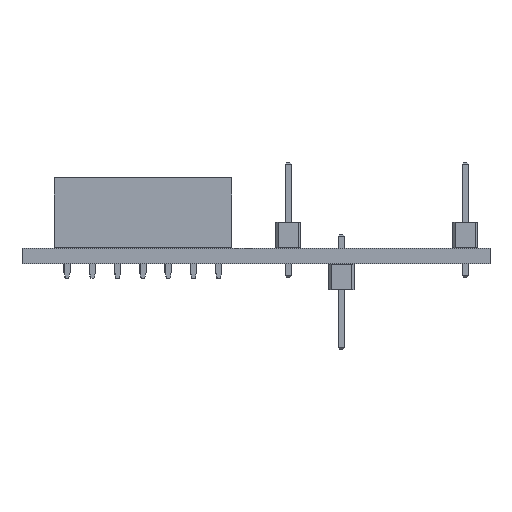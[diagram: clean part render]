
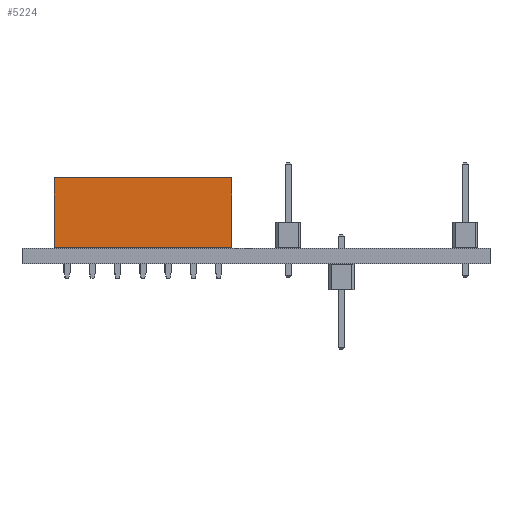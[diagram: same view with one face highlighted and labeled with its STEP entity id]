
A CAD part, front view. The second image highlights one B-rep face of the part: STEP entity #5224.
In plain terms, the highlighted face is planar.
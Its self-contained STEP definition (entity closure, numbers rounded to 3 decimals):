
#4301 = VERTEX_POINT('',#4302);
#4302 = CARTESIAN_POINT('',(-1.27,-16.51,0.));
#4310 = EDGE_CURVE('',#4301,#4311,#4313,.T.);
#4311 = VERTEX_POINT('',#4312);
#4312 = CARTESIAN_POINT('',(-1.27,-16.51,7.));
#4313 = LINE('',#4314,#4315);
#4314 = CARTESIAN_POINT('',(-1.27,-16.51,0.));
#4315 = VECTOR('',#4316,1.);
#4316 = DIRECTION('',(0.,0.,1.));
#4373 = VERTEX_POINT('',#4374);
#4374 = CARTESIAN_POINT('',(-1.27,1.27,7.));
#4380 = EDGE_CURVE('',#4381,#4373,#4383,.T.);
#4381 = VERTEX_POINT('',#4382);
#4382 = CARTESIAN_POINT('',(-1.27,1.27,0.));
#4383 = LINE('',#4384,#4385);
#4384 = CARTESIAN_POINT('',(-1.27,1.27,0.));
#4385 = VECTOR('',#4386,1.);
#4386 = DIRECTION('',(0.,0.,1.));
#4445 = EDGE_CURVE('',#4373,#4311,#4446,.T.);
#4446 = LINE('',#4447,#4448);
#4447 = CARTESIAN_POINT('',(-1.27,1.27,7.));
#4448 = VECTOR('',#4449,1.);
#4449 = DIRECTION('',(0.,-1.,0.));
#4705 = EDGE_CURVE('',#4381,#4301,#4706,.T.);
#4706 = LINE('',#4707,#4708);
#4707 = CARTESIAN_POINT('',(-1.27,1.27,0.));
#4708 = VECTOR('',#4709,1.);
#4709 = DIRECTION('',(0.,-1.,0.));
#5224 = ADVANCED_FACE('',(#5225),#5231,.F.);
#5225 = FACE_BOUND('',#5226,.F.);
#5226 = EDGE_LOOP('',(#5227,#5228,#5229,#5230));
#5227 = ORIENTED_EDGE('',*,*,#4380,.T.);
#5228 = ORIENTED_EDGE('',*,*,#4445,.T.);
#5229 = ORIENTED_EDGE('',*,*,#4310,.F.);
#5230 = ORIENTED_EDGE('',*,*,#4705,.F.);
#5231 = PLANE('',#5232);
#5232 = AXIS2_PLACEMENT_3D('',#5233,#5234,#5235);
#5233 = CARTESIAN_POINT('',(-1.27,1.27,0.));
#5234 = DIRECTION('',(1.,0.,0.));
#5235 = DIRECTION('',(0.,-1.,0.));
